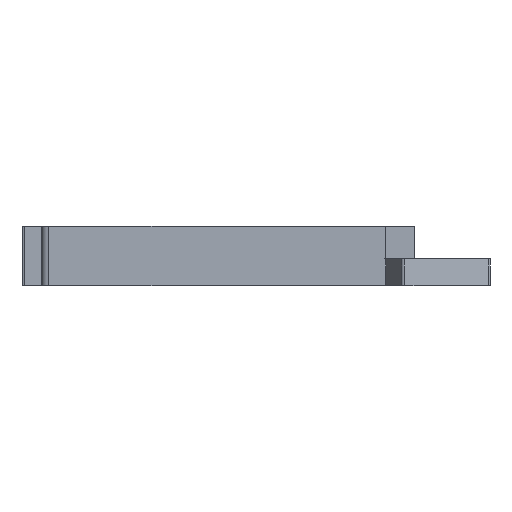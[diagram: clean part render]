
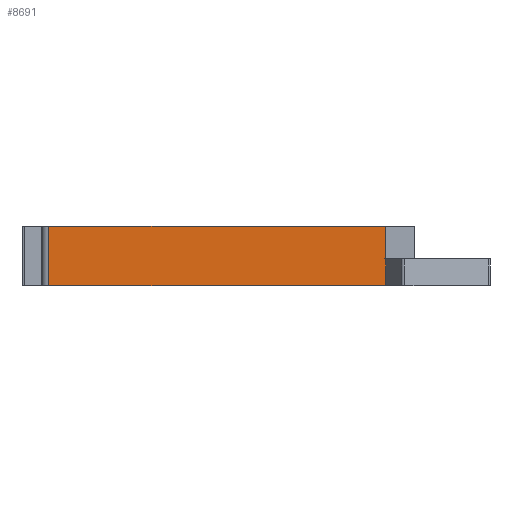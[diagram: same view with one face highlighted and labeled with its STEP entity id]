
A CAD part, left-side view. The second image highlights one B-rep face of the part: STEP entity #8691.
In plain terms, the highlighted planar face has unit normal (-1, 0, 0).
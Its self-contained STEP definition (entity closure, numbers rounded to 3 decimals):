
#632=FACE_OUTER_BOUND('',#1119,.T.);
#1119=EDGE_LOOP('',(#7038,#7039,#7040,#7041,#7042,#7043));
#1646=LINE('',#12092,#2720);
#1827=LINE('',#13178,#2901);
#1882=LINE('',#13311,#2956);
#1888=LINE('',#13326,#2962);
#2050=LINE('',#13790,#3124);
#2051=LINE('',#13791,#3125);
#2720=VECTOR('',#9885,10.);
#2901=VECTOR('',#10222,10.);
#2956=VECTOR('',#10325,10.);
#2962=VECTOR('',#10341,10.);
#3124=VECTOR('',#10723,10.);
#3125=VECTOR('',#10724,10.);
#3719=VERTEX_POINT('',#12089);
#3720=VERTEX_POINT('',#12091);
#3909=VERTEX_POINT('',#13175);
#3910=VERTEX_POINT('',#13177);
#3964=VERTEX_POINT('',#13310);
#3968=VERTEX_POINT('',#13324);
#4630=EDGE_CURVE('',#3720,#3719,#1646,.T.);
#4911=EDGE_CURVE('',#3909,#3910,#1827,.T.);
#4977=EDGE_CURVE('',#3964,#3720,#1882,.T.);
#4985=EDGE_CURVE('',#3968,#3909,#1888,.T.);
#5184=EDGE_CURVE('',#3964,#3968,#2050,.T.);
#5185=EDGE_CURVE('',#3719,#3910,#2051,.T.);
#7038=ORIENTED_EDGE('',*,*,#4985,.F.);
#7039=ORIENTED_EDGE('',*,*,#5184,.F.);
#7040=ORIENTED_EDGE('',*,*,#4977,.T.);
#7041=ORIENTED_EDGE('',*,*,#4630,.T.);
#7042=ORIENTED_EDGE('',*,*,#5185,.T.);
#7043=ORIENTED_EDGE('',*,*,#4911,.F.);
#8248=PLANE('',#9195);
#8691=ADVANCED_FACE('',(#632),#8248,.T.);
#9195=AXIS2_PLACEMENT_3D('',#13789,#10721,#10722);
#9885=DIRECTION('',(0.,1.,0.));
#10222=DIRECTION('',(0.,-1.,0.));
#10325=DIRECTION('',(0.,0.,1.));
#10341=DIRECTION('',(0.,0.,1.));
#10721=DIRECTION('center_axis',(-1.,0.,0.));
#10722=DIRECTION('ref_axis',(0.,-1.,0.));
#10723=DIRECTION('',(0.,1.,0.));
#10724=DIRECTION('',(0.,0.,1.));
#12089=CARTESIAN_POINT('',(162.585,-120.425,3.65));
#12091=CARTESIAN_POINT('',(162.585,-120.425,3.65));
#12092=CARTESIAN_POINT('',(162.585,-70.975,3.65));
#13175=CARTESIAN_POINT('',(162.585,-49.155,10.5));
#13177=CARTESIAN_POINT('',(162.585,-120.425,10.5));
#13178=CARTESIAN_POINT('',(162.585,-47.655,10.5));
#13310=CARTESIAN_POINT('',(162.585,-120.425,-2.));
#13311=CARTESIAN_POINT('',(162.585,-120.425,0.));
#13324=CARTESIAN_POINT('',(162.585,-49.155,-2.));
#13326=CARTESIAN_POINT('',(162.585,-49.155,0.));
#13789=CARTESIAN_POINT('Origin',(162.585,-47.655,0.));
#13790=CARTESIAN_POINT('',(162.585,-47.655,-2.));
#13791=CARTESIAN_POINT('',(162.585,-120.425,0.));
